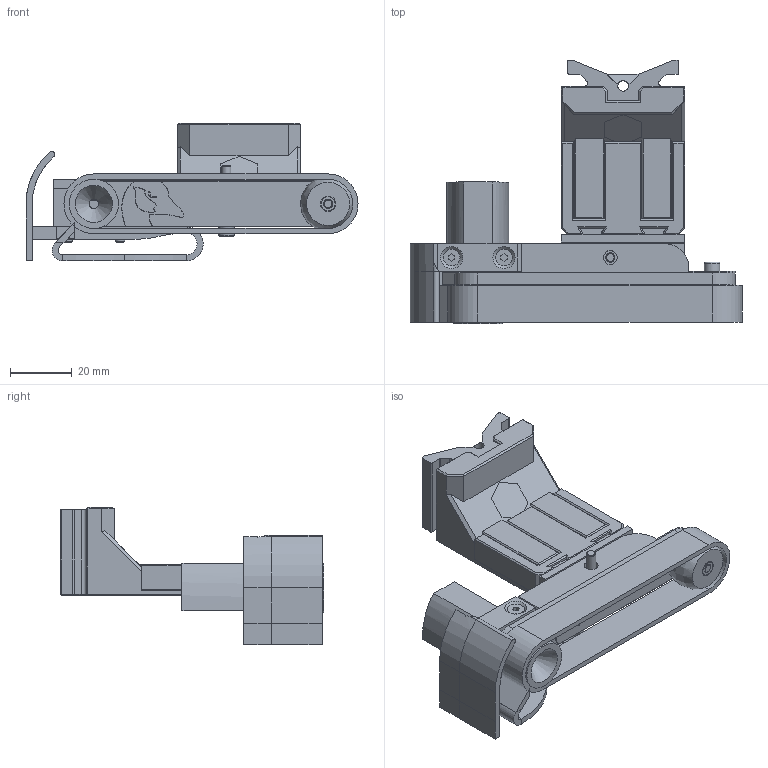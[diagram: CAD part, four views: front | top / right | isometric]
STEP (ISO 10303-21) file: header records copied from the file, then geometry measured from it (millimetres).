
FILE_DESCRIPTION(('FreeCAD Model'),'2;1');
FILE_NAME('Open CASCADE Shape Model','2025-07-12T22:14:01',(''),(''), 'Open CASCADE STEP processor 7.8','FreeCAD','Unknown');
FILE_SCHEMA(('AUTOMOTIVE_DESIGN { 1 0 10303 214 1 1 1 1 }'));
Length unit declared in the file: millimetre
Products named in the file (34): GBP; Frame_assembly; Motor_cover; Deflector_variants; Deflector_long; Frame_hardware; Insert_M3x5x4_002; Insert_M3x5x4_003; Magnet_6x3_001; Motor; M3x20_SHCS; M3x20_FHCS; M3x20_FHCS001; Frame_(ATmount); Arm_assembly; Arm_variants; Arm_single_bearing; Motor_pulley; Idler_variants; Idler(+1,5); Arm_hardware; 623_bearing000; 623_bearing001; Insert_M3x5x4_000; Insert_M3x5x4_001; Magnet_6x3_000; Set_screw_M3x6; Nut_M3; Single_bearing_hardware; M3x16_SHCS; Wristband; AT_Mount; front_arm_slide_(GBP); front_arm_base_(GBP)
Assembly tree (33 placements, depth 5):
  GBP
    Frame_assembly
      Motor_cover
      Deflector_variants
        Deflector_long
      Frame_hardware
        Insert_M3x5x4_002
        Insert_M3x5x4_003
        Magnet_6x3_001
        Motor
        M3x20_SHCS
        M3x20_FHCS
        M3x20_FHCS001
      Frame_(ATmount)
    Arm_assembly
      Arm_variants
        Arm_single_bearing
      Motor_pulley
      Idler_variants
        Idler(+1,5)
      Arm_hardware
        623_bearing000
        623_bearing001
        Insert_M3x5x4_000
        Insert_M3x5x4_001
        Magnet_6x3_000
        Set_screw_M3x6
        Nut_M3
        Single_bearing_hardware
          M3x16_SHCS
        Wristband
    AT_Mount
      front_arm_slide_(GBP)
      front_arm_base_(GBP)
Bounding box: 107.7 x 85.5 x 44.66 mm (x, y, z)
Volume: 64835.9 mm3; surface area: 42385.4 mm2
Topology: 24 solids, 24 shells, 1082 faces, 2776 edges, 1767 vertices
Faces by surface type: plane 587, extrusion 316, cylinder 150, cone 22, torus 6, revolution 1
Full cylindrical faces by diameter (mm): 1.27 x2, 1.6 x2, 2.5 x5, 3 x8, 3.1 x2, 3.2 x3, 3.4 x4, 4 x1, 4.5 x8, 4.9 x1, 5 x11, 6 x2, 7.2 x1, 8 x4, 9 x1, 10 x2, 10.1 x3, 16 x1
Entity records: 69584 total; most frequent: CARTESIAN_POINT 14714, DIRECTION 9158, VECTOR 6613, LINE 6297, ORIENTED_EDGE 5546, PCURVE 5546, DEFINITIONAL_REPRESENTATION 5546, EDGE_CURVE 2773
